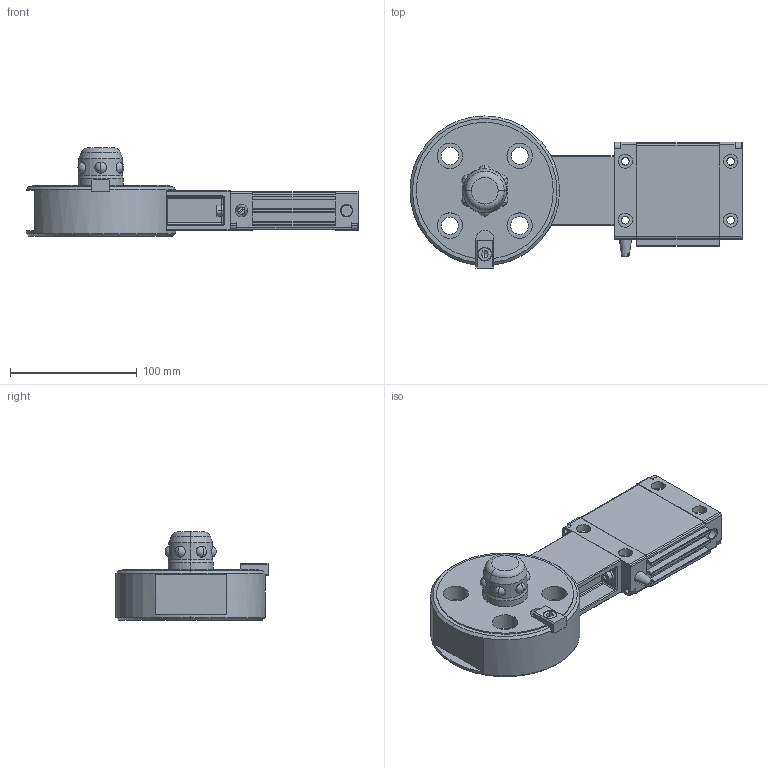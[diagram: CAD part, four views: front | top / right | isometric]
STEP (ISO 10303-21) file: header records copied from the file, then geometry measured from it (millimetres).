
FILE_DESCRIPTION(('STEP AP214'),'1');
FILE_NAME('HALDERV-EH_1990_403.stp','2017-05-08T13:27:54',('TraceParts'),('TraceParts S.A.'),'Spatial InterOp 3D',' ',' ');
FILE_SCHEMA(('automotive_design'));
Length unit declared in the file: millimetre
Products named in the file (4): HALDERV-EH_1990_403_1; HALDERV-EH_1990_403_2; HALDERV-EH_1990_403_3; HALDERV-EH_1990_403_4
Bounding box: 262 x 120 x 69.5 mm (x, y, z)
Volume: 699981.6 mm3; surface area: 94966.4 mm2
Topology: 4 solids, 6 shells, 444 faces, 1073 edges, 685 vertices
Faces by surface type: plane 199, cylinder 174, cone 37, torus 18, sphere 16
Entity records: 17095 total; most frequent: CARTESIAN_POINT 2718, DIRECTION 2382, ORIENTED_EDGE 2134, EDGE_CURVE 1067, AXIS2_PLACEMENT_3D 895, VERTEX_POINT 685, LINE 592, VECTOR 592
